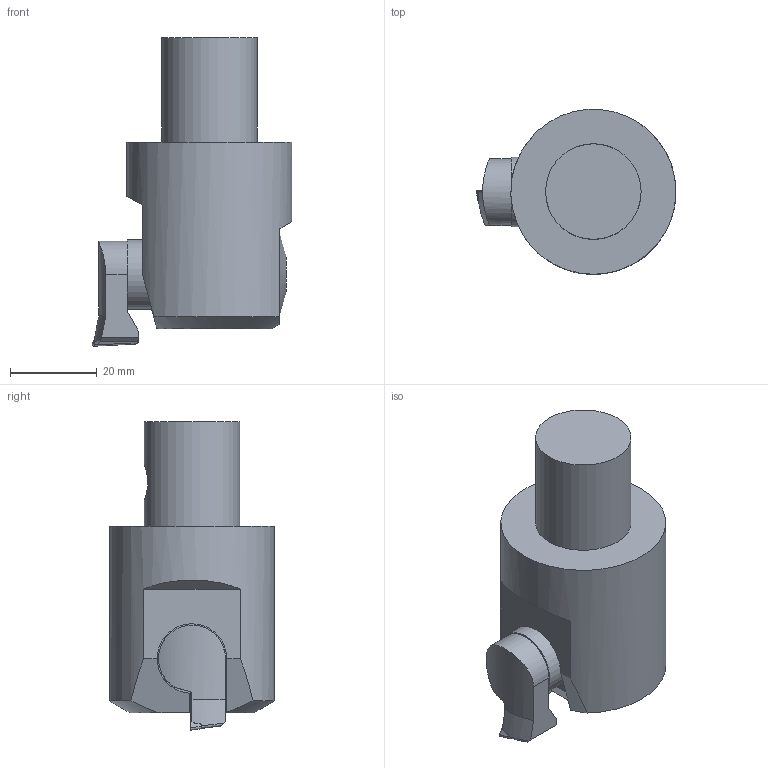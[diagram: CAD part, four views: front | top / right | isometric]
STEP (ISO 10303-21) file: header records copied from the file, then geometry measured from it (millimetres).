
FILE_DESCRIPTION((''),'1');
FILE_NAME('EWN41-74CKB4_ENH4-1_new.stp','2023-03-06T06:16:10',(''),(''),'Spatial Interop R21 SP3','Kubotek KeyCreator 2011 V10.0.2 (22737)',' ');
FILE_SCHEMA(('automotive_design'));
Length unit declared in the file: millimetre
Products named in the file (4): 240[2]; 241[3]
Bounding box: 46 x 37.98 x 71 mm (x, y, z)
Volume: 55574.8 mm3; surface area: 12307.6 mm2
Topology: 4 solids, 4 shells, 61 faces, 148 edges, 99 vertices
Faces by surface type: plane 40, cylinder 15, cone 4, bspline 2
Full cylindrical faces by diameter (mm): 3.2 x2, 8.3 x1, 16 x2, 22 x1, 38 x1
Entity records: 3570 total; most frequent: CARTESIAN_POINT 670, DIRECTION 284, ORIENTED_EDGE 274, PRESENTATION_STYLE_ASSIGNMENT 267, COLOUR_RGB 267, STYLED_ITEM 202, CURVE_STYLE 202, DRAUGHTING_PRE_DEFINED_CURVE_FONT 202
